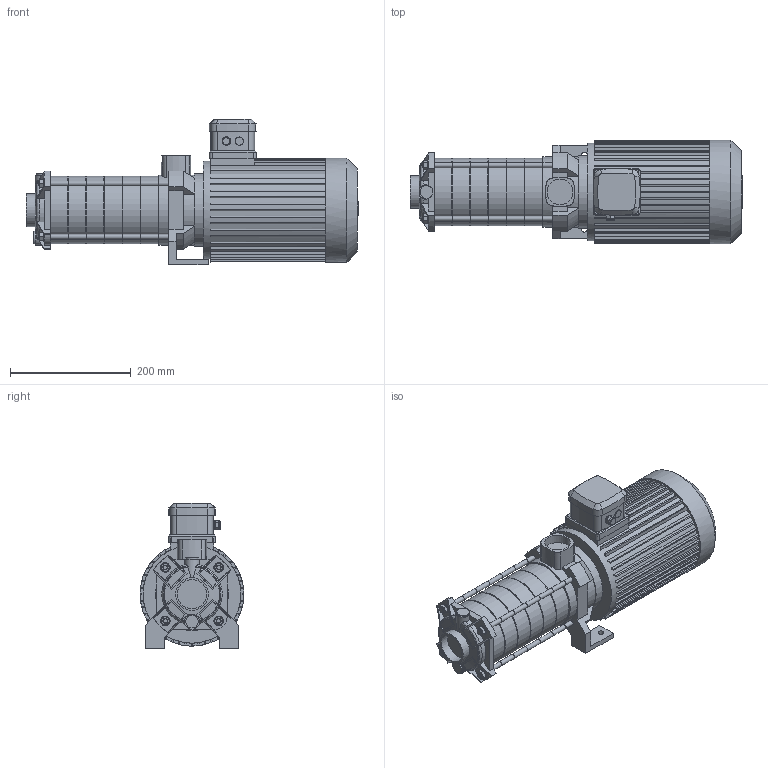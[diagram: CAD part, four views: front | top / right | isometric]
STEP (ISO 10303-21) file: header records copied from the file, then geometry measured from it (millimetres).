
FILE_DESCRIPTION(/* description */ (''),/* implementation_level */ '2;1');
FILE_NAME(/* name */ '3d_MEDANACH1-LC.1006-5_E_E_10T-4233386.stp',/* time_stamp */ '2020-11-04T13:30:31+01:00',/* author */ ('Andrzej'),/* organization */ (''),/* preprocessor_version */ 'ST-DEVELOPER v16.13',/* originating_system */ 'AutoCAD Mechanical',/* authorisation */ '');
FILE_SCHEMA (('AUTOMOTIVE_DESIGN { 1 0 10303 214 3 1 1 }'));
Length unit declared in the file: millimetre
Products named in the file (1): Product
Bounding box: 549.2 x 172 x 240 mm (x, y, z)
Volume: 8998548.4 mm3; surface area: 663319.6 mm2
Topology: 47 solids, 47 shells, 705 faces, 1673 edges, 1087 vertices
Faces by surface type: plane 421, cylinder 163, cone 72, bspline 28, torus 21
Full cylindrical faces by diameter (mm): 8 x32, 9.5 x2, 12 x1, 13.5 x2, 16 x4, 21 x2, 25 x1, 42.4 x1, 48.3 x1, 54.3 x1, 110 x6, 112 x6, 116 x2, 120.4 x1, 162 x1, 172 x1
Entity records: 20581 total; most frequent: CARTESIAN_POINT 4803, DIRECTION 3249, ORIENTED_EDGE 3184, EDGE_CURVE 1592, AXIS2_PLACEMENT_3D 1223, VERTEX_POINT 1076, EDGE_LOOP 806, LINE 803
